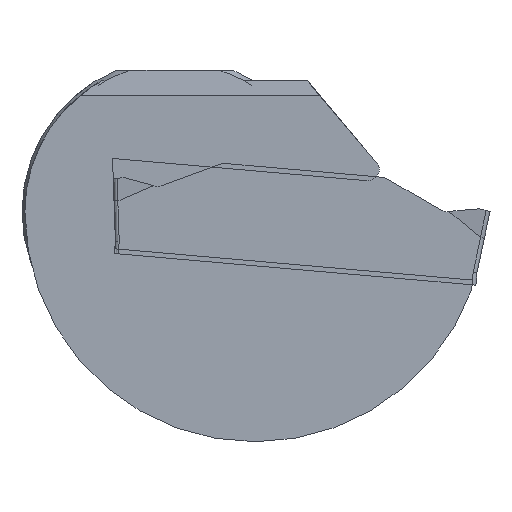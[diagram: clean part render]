
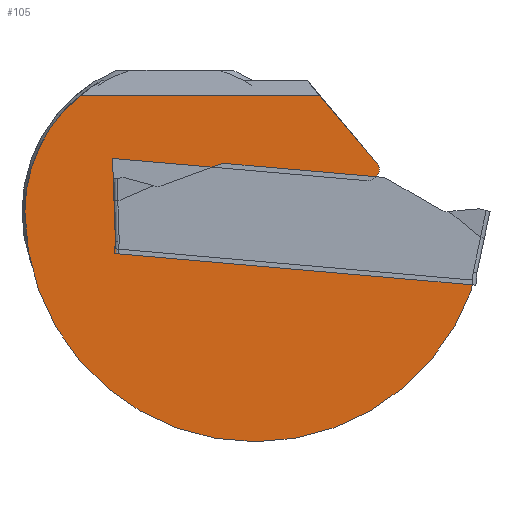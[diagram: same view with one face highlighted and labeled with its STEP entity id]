
A CAD part, left-side view. The second image highlights one B-rep face of the part: STEP entity #105.
In plain terms, the highlighted planar face has unit normal (-1, 0, 0).
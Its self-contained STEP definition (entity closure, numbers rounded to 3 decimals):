
#105=ADVANCED_FACE('',(#192),#160,.T.);
#160=PLANE('',#1055);
#192=FACE_OUTER_BOUND('',#246,.T.);
#246=EDGE_LOOP('',(#335,#336,#337,#338,#339,#340,#341,#342,#343));
#305=CIRCLE('',#1052,0.6);
#306=CIRCLE('',#1053,7.85);
#307=CIRCLE('',#1054,12.05);
#335=ORIENTED_EDGE('',*,*,#720,.F.);
#336=ORIENTED_EDGE('',*,*,#721,.F.);
#337=ORIENTED_EDGE('',*,*,#722,.F.);
#338=ORIENTED_EDGE('',*,*,#723,.T.);
#339=ORIENTED_EDGE('',*,*,#724,.F.);
#340=ORIENTED_EDGE('',*,*,#725,.F.);
#341=ORIENTED_EDGE('',*,*,#726,.F.);
#342=ORIENTED_EDGE('',*,*,#727,.T.);
#343=ORIENTED_EDGE('',*,*,#728,.F.);
#625=VERTEX_POINT('',#1465);
#626=VERTEX_POINT('',#1466);
#627=VERTEX_POINT('',#1468);
#628=VERTEX_POINT('',#1470);
#629=VERTEX_POINT('',#1472);
#630=VERTEX_POINT('',#1474);
#631=VERTEX_POINT('',#1476);
#632=VERTEX_POINT('',#1478);
#633=VERTEX_POINT('',#1480);
#720=EDGE_CURVE('',#625,#626,#860,.T.);
#721=EDGE_CURVE('',#627,#625,#861,.T.);
#722=EDGE_CURVE('',#628,#627,#305,.T.);
#723=EDGE_CURVE('',#628,#629,#862,.T.);
#724=EDGE_CURVE('',#630,#629,#863,.T.);
#725=EDGE_CURVE('',#631,#630,#306,.T.);
#726=EDGE_CURVE('',#632,#631,#307,.T.);
#727=EDGE_CURVE('',#632,#633,#864,.T.);
#728=EDGE_CURVE('',#626,#633,#865,.T.);
#860=LINE('',#1464,#955);
#861=LINE('',#1467,#956);
#862=LINE('',#1471,#957);
#863=LINE('',#1473,#958);
#864=LINE('',#1479,#959);
#865=LINE('',#1481,#960);
#955=VECTOR('',#1166,1.);
#956=VECTOR('',#1167,1.);
#957=VECTOR('',#1170,1.);
#958=VECTOR('',#1171,1.);
#959=VECTOR('',#1176,1.);
#960=VECTOR('',#1177,1.);
#1052=AXIS2_PLACEMENT_3D('',#1469,#1168,#1169);
#1053=AXIS2_PLACEMENT_3D('',#1475,#1172,#1173);
#1054=AXIS2_PLACEMENT_3D('',#1477,#1174,#1175);
#1055=AXIS2_PLACEMENT_3D('',#1482,#1178,#1179);
#1166=DIRECTION('',(0.,-0.035,-0.999));
#1167=DIRECTION('',(0.,0.996,0.087));
#1168=DIRECTION('',(1.,0.,0.));
#1169=DIRECTION('',(0.,-1.,0.));
#1170=DIRECTION('',(0.,0.643,0.766));
#1171=DIRECTION('',(0.,-1.,0.));
#1172=DIRECTION('',(1.,0.,0.));
#1173=DIRECTION('',(0.,-1.,0.));
#1174=DIRECTION('',(1.,0.,0.));
#1175=DIRECTION('',(0.,-1.,0.));
#1176=DIRECTION('',(0.,-0.122,0.993));
#1177=DIRECTION('',(0.,-0.996,-0.087));
#1178=DIRECTION('',(-1.,0.,0.));
#1179=DIRECTION('',(0.,-1.,0.));
#1464=CARTESIAN_POINT('',(0.2,3.181,0.483));
#1465=CARTESIAN_POINT('',(0.2,3.262,2.783));
#1466=CARTESIAN_POINT('',(0.2,3.096,-1.949));
#1467=CARTESIAN_POINT('',(0.2,16.654,3.955));
#1468=CARTESIAN_POINT('',(0.2,-10.055,1.618));
#1469=CARTESIAN_POINT('',(0.2,-10.108,2.216));
#1470=CARTESIAN_POINT('',(0.2,-10.683,2.385));
#1471=CARTESIAN_POINT('',(0.2,-0.42,14.617));
#1472=CARTESIAN_POINT('',(0.2,-7.571,6.094));
#1473=CARTESIAN_POINT('',(0.2,17.,6.094));
#1474=CARTESIAN_POINT('',(0.2,4.948,6.094));
#1475=CARTESIAN_POINT('',(0.2,0.,0.));
#1476=CARTESIAN_POINT('',(0.2,7.85,0.));
#1477=CARTESIAN_POINT('',(0.2,-4.2,0.));
#1478=CARTESIAN_POINT('',(0.2,-15.53,-4.102));
#1479=CARTESIAN_POINT('',(0.2,-15.543,-3.996));
#1480=CARTESIAN_POINT('',(0.2,-15.594,-3.585));
#1481=CARTESIAN_POINT('',(0.2,17.064,-0.728));
#1482=CARTESIAN_POINT('',(0.2,17.,0.));
